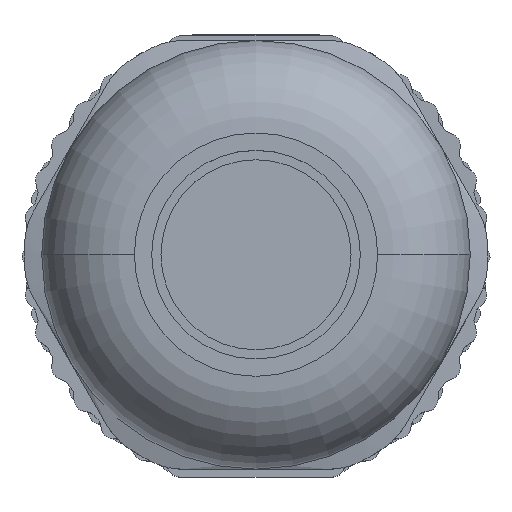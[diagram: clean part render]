
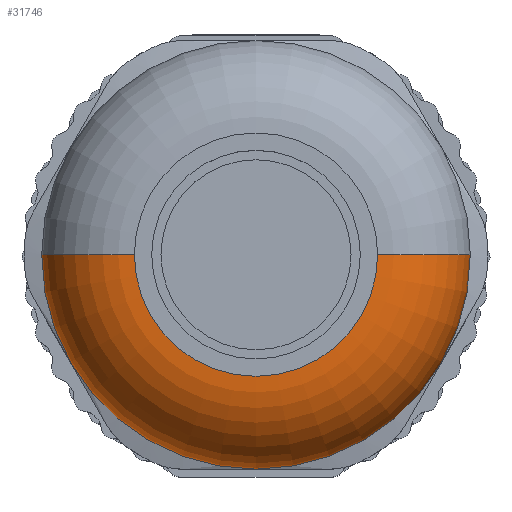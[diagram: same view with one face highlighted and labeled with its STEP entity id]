
A CAD part, top view. The second image highlights one B-rep face of the part: STEP entity #31746.
In plain terms, the highlighted toroidal (fillet/blend) face has major radius 5.25 mm and minor radius 4 mm.
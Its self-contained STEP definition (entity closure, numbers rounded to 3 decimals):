
#6577=CARTESIAN_POINT('',(-5.25,0.,46.7));
#6578=DIRECTION('',(0.,1.,0.));
#6579=DIRECTION('',(-1.,0.,0.));
#6580=AXIS2_PLACEMENT_3D('',#6577,#6578,#6579);
#6750=CARTESIAN_POINT('',(0.,-9.25,46.7));
#6766=CARTESIAN_POINT('',(8.011,-4.625,46.7));
#6786=CARTESIAN_POINT('',(0.,0.,46.7));
#6787=DIRECTION('',(0.,0.,1.));
#6788=DIRECTION('',(0.,-1.,0.));
#6789=AXIS2_PLACEMENT_3D('',#6786,#6787,#6788);
#6791=CARTESIAN_POINT('',(0.,0.,46.7));
#6792=DIRECTION('',(0.,0.,1.));
#6793=DIRECTION('',(-0.866,-0.5,0.));
#6794=AXIS2_PLACEMENT_3D('',#6791,#6792,#6793);
#6796=CARTESIAN_POINT('',(0.,0.,46.7));
#6797=DIRECTION('',(0.,0.,1.));
#6798=DIRECTION('',(-1.,0.,0.));
#6799=AXIS2_PLACEMENT_3D('',#6796,#6797,#6798);
#6801=CARTESIAN_POINT('',(5.25,0.,46.7));
#6802=DIRECTION('',(0.,-1.,0.));
#6803=DIRECTION('',(1.,0.,0.));
#6804=AXIS2_PLACEMENT_3D('',#6801,#6802,#6803);
#6806=CARTESIAN_POINT('',(0.,0.,46.7));
#6807=DIRECTION('',(0.,0.,1.));
#6808=DIRECTION('',(0.866,-0.5,0.));
#6809=AXIS2_PLACEMENT_3D('',#6806,#6807,#6808);
#6907=CARTESIAN_POINT('',(-8.011,-4.625,46.7));
#6927=CARTESIAN_POINT('',(0.,0.,50.7));
#6928=DIRECTION('',(0.,0.,-1.));
#6929=DIRECTION('',(1.,0.,0.));
#6930=AXIS2_PLACEMENT_3D('',#6927,#6928,#6929);
#24401=CARTESIAN_POINT('',(5.25,0.,50.7));
#24402=CARTESIAN_POINT('',(-5.25,0.,50.7));
#24403=VERTEX_POINT('',#24401);
#24404=VERTEX_POINT('',#24402);
#24465=VERTEX_POINT('',#6766);
#24467=VERTEX_POINT('',#6750);
#24471=VERTEX_POINT('',#6907);
#24473=CARTESIAN_POINT('',(-9.25,0.,46.7));
#24474=VERTEX_POINT('',#24473);
#24475=CARTESIAN_POINT('',(9.25,0.,46.7));
#24476=VERTEX_POINT('',#24475);
#31729=CARTESIAN_POINT('',(0.,0.,46.7));
#31730=DIRECTION('',(0.,0.,-1.));
#31731=DIRECTION('',(1.,0.006,0.));
#31732=AXIS2_PLACEMENT_3D('',#31729,#31730,#31731);
#31733=TOROIDAL_SURFACE('',#31732,5.25,4.);
#31734=ORIENTED_EDGE('',*,*,#31698,.F.);
#31736=ORIENTED_EDGE('',*,*,#31735,.F.);
#31738=ORIENTED_EDGE('',*,*,#31737,.F.);
#31739=ORIENTED_EDGE('',*,*,#31552,.T.);
#31741=ORIENTED_EDGE('',*,*,#31740,.F.);
#31742=ORIENTED_EDGE('',*,*,#31548,.F.);
#31743=ORIENTED_EDGE('',*,*,#31575,.F.);
#31744=EDGE_LOOP('',(#31734,#31736,#31738,#31739,#31741,#31742,#31743));
#31745=FACE_OUTER_BOUND('',#31744,.F.);
#31746=ADVANCED_FACE('',(#31745),#31733,.T.);
#6581=CIRCLE('',#6580,4.);
#6790=CIRCLE('',#6789,9.25);
#6795=CIRCLE('',#6794,9.25);
#6800=CIRCLE('',#6799,9.25);
#6805=CIRCLE('',#6804,4.);
#6810=CIRCLE('',#6809,9.25);
#6931=CIRCLE('',#6930,5.25);
#31548=EDGE_CURVE('',#24476,#24403,#6805,.T.);
#31552=EDGE_CURVE('',#24474,#24404,#6581,.T.);
#31575=EDGE_CURVE('',#24465,#24476,#6810,.T.);
#31698=EDGE_CURVE('',#24467,#24465,#6790,.T.);
#31735=EDGE_CURVE('',#24471,#24467,#6795,.T.);
#31737=EDGE_CURVE('',#24474,#24471,#6800,.T.);
#31740=EDGE_CURVE('',#24403,#24404,#6931,.T.);
